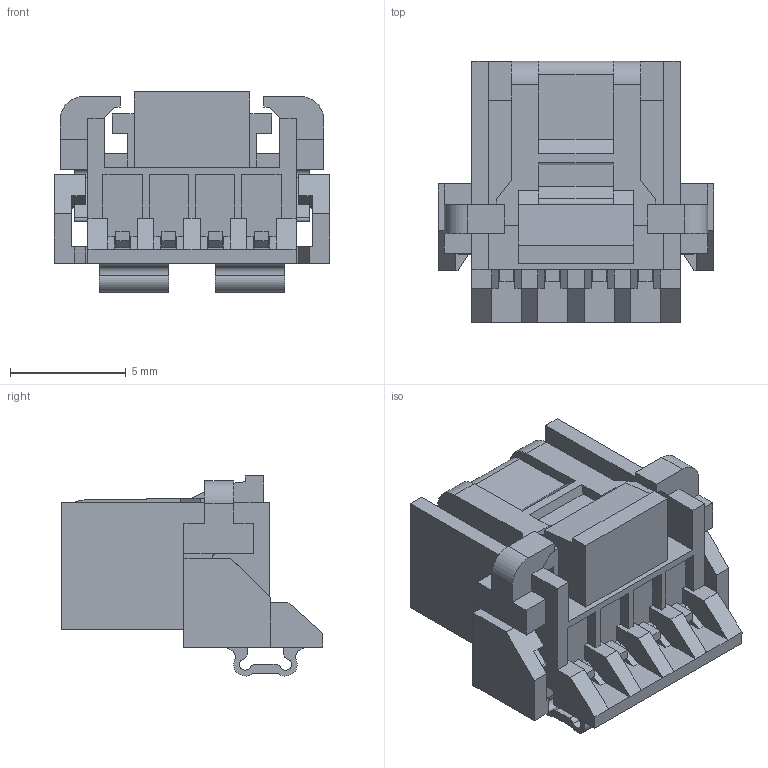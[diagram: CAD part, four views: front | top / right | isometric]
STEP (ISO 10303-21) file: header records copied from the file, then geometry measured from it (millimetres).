
FILE_DESCRIPTION(/* description */ ('CAx-IF Rec.Pracs.---Representation and Presentation of Product Manufacturing Information (PMI)---4.0---2014-10-13','CAx-IF Rec.Pracs.---3D Tessellated Geometry---0.4---2014-09-14','2;1'),/* implementation_level */ '2;1');
FILE_NAME(/* name */ '2059792041_single',/* time_stamp */ '2024-03-06T18:46:21+01:00',/* author */ (''),/* organization */ (''),/* preprocessor_version */ 'ST-DEVELOPER v18.1',/* originating_system */ 'SIEMENS PLM Software NX 1988',/* authorisation */ $);
FILE_SCHEMA (('AP242_MANAGED_MODEL_BASED_3D_ENGINEERING_MIM_LF { 1 0 10303 442 3 1 4 }'));
Length unit declared in the file: millimetre
Products named in the file (1): 2059792041_single
Bounding box: 11.9 x 11.3 x 8.65 mm (x, y, z)
Volume: 495.3 mm3; surface area: 786.5 mm2
Topology: 1 solids, 1 shells, 298 faces, 910 edges, 604 vertices
Faces by surface type: plane 252, cylinder 46
Entity records: 10242 total; most frequent: CARTESIAN_POINT 1837, ORIENTED_EDGE 1820, DIRECTION 1634, EDGE_CURVE 910, LINE 816, VECTOR 816, VERTEX_POINT 604, AXIS2_PLACEMENT_3D 409
